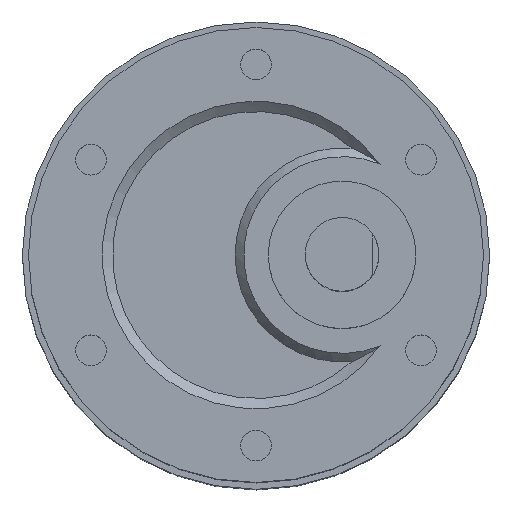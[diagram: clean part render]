
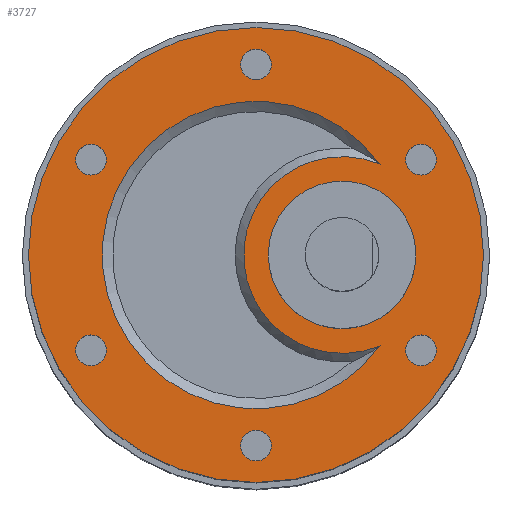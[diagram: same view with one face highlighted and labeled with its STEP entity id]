
A CAD part, top view. The second image highlights one B-rep face of the part: STEP entity #3727.
In plain terms, the highlighted planar face has unit normal (0, 0, 1).
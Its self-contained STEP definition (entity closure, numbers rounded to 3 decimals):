
#163=CIRCLE('',#3872,12.5);
#164=CIRCLE('',#3874,8.);
#167=CIRCLE('',#3878,1.25);
#169=CIRCLE('',#3881,1.25);
#171=CIRCLE('',#3884,1.25);
#173=CIRCLE('',#3887,1.25);
#175=CIRCLE('',#3890,1.25);
#177=CIRCLE('',#3893,1.25);
#178=CIRCLE('',#3895,6.);
#181=CIRCLE('',#3899,18.5);
#267=FACE_BOUND('',#682,.T.);
#268=FACE_BOUND('',#683,.T.);
#269=FACE_BOUND('',#684,.T.);
#270=FACE_BOUND('',#685,.T.);
#271=FACE_BOUND('',#686,.T.);
#272=FACE_BOUND('',#687,.T.);
#273=FACE_BOUND('',#688,.T.);
#274=FACE_BOUND('',#689,.T.);
#463=FACE_OUTER_BOUND('',#681,.T.);
#681=EDGE_LOOP('',(#3182));
#682=EDGE_LOOP('',(#3183));
#683=EDGE_LOOP('',(#3184));
#684=EDGE_LOOP('',(#3185));
#685=EDGE_LOOP('',(#3186));
#686=EDGE_LOOP('',(#3187));
#687=EDGE_LOOP('',(#3188));
#688=EDGE_LOOP('',(#3189,#3190));
#689=EDGE_LOOP('',(#3191));
#1530=VERTEX_POINT('',#5665);
#1531=VERTEX_POINT('',#5672);
#1533=VERTEX_POINT('',#5686);
#1535=VERTEX_POINT('',#5692);
#1537=VERTEX_POINT('',#5698);
#1539=VERTEX_POINT('',#5704);
#1541=VERTEX_POINT('',#5710);
#1543=VERTEX_POINT('',#5716);
#1544=VERTEX_POINT('',#5720);
#1547=VERTEX_POINT('',#5728);
#1956=EDGE_CURVE('',#1531,#1530,#163,.T.);
#1958=EDGE_CURVE('',#1530,#1531,#164,.T.);
#1962=EDGE_CURVE('',#1533,#1533,#167,.T.);
#1965=EDGE_CURVE('',#1535,#1535,#169,.T.);
#1968=EDGE_CURVE('',#1537,#1537,#171,.T.);
#1971=EDGE_CURVE('',#1539,#1539,#173,.T.);
#1974=EDGE_CURVE('',#1541,#1541,#175,.T.);
#1977=EDGE_CURVE('',#1543,#1543,#177,.T.);
#1978=EDGE_CURVE('',#1544,#1544,#178,.T.);
#1983=EDGE_CURVE('',#1547,#1547,#181,.T.);
#3182=ORIENTED_EDGE('',*,*,#1983,.F.);
#3183=ORIENTED_EDGE('',*,*,#1977,.T.);
#3184=ORIENTED_EDGE('',*,*,#1974,.T.);
#3185=ORIENTED_EDGE('',*,*,#1971,.T.);
#3186=ORIENTED_EDGE('',*,*,#1968,.T.);
#3187=ORIENTED_EDGE('',*,*,#1965,.T.);
#3188=ORIENTED_EDGE('',*,*,#1962,.T.);
#3189=ORIENTED_EDGE('',*,*,#1956,.T.);
#3190=ORIENTED_EDGE('',*,*,#1958,.T.);
#3191=ORIENTED_EDGE('',*,*,#1978,.T.);
#3349=PLANE('',#4029);
#3727=ADVANCED_FACE('',(#463,#267,#268,#269,#270,#271,#272,#273,#274),#3349,
 .T.);
#3872=AXIS2_PLACEMENT_3D('',#5673,#4519,#4520);
#3874=AXIS2_PLACEMENT_3D('',#5681,#4523,#4524);
#3878=AXIS2_PLACEMENT_3D('',#5688,#4532,#4533);
#3881=AXIS2_PLACEMENT_3D('',#5694,#4539,#4540);
#3884=AXIS2_PLACEMENT_3D('',#5700,#4546,#4547);
#3887=AXIS2_PLACEMENT_3D('',#5706,#4553,#4554);
#3890=AXIS2_PLACEMENT_3D('',#5712,#4560,#4561);
#3893=AXIS2_PLACEMENT_3D('',#5718,#4567,#4568);
#3895=AXIS2_PLACEMENT_3D('',#5721,#4571,#4572);
#3899=AXIS2_PLACEMENT_3D('',#5730,#4581,#4582);
#4029=AXIS2_PLACEMENT_3D('',#8086,#4914,#4915);
#4519=DIRECTION('center_axis',(0.,0.,
-1.));
#4520=DIRECTION('ref_axis',(-1.,0.,0.));
#4523=DIRECTION('center_axis',(0.,0.,
1.));
#4524=DIRECTION('ref_axis',(0.,1.,0.));
#4532=DIRECTION('center_axis',(0.,0.,
-1.));
#4533=DIRECTION('ref_axis',(0.,-1.,0.));
#4539=DIRECTION('center_axis',(0.,0.,
-1.));
#4540=DIRECTION('ref_axis',(0.,-1.,0.));
#4546=DIRECTION('center_axis',(0.,0.,
-1.));
#4547=DIRECTION('ref_axis',(0.,-1.,0.));
#4553=DIRECTION('center_axis',(0.,0.,
-1.));
#4554=DIRECTION('ref_axis',(0.,-1.,0.));
#4560=DIRECTION('center_axis',(0.,0.,
-1.));
#4561=DIRECTION('ref_axis',(0.,-1.,0.));
#4567=DIRECTION('center_axis',(0.,0.,
-1.));
#4568=DIRECTION('ref_axis',(0.,-1.,0.));
#4571=DIRECTION('center_axis',(0.,0.,
-1.));
#4572=DIRECTION('ref_axis',(0.,1.,0.));
#4581=DIRECTION('center_axis',(0.,0.,
-1.));
#4582=DIRECTION('ref_axis',(0.,1.,0.));
#4914=DIRECTION('center_axis',(0.,0.,
1.));
#4915=DIRECTION('ref_axis',(0.,-1.,0.));
#5665=CARTESIAN_POINT('',(29.089,-11.621,-32.525));
#5672=CARTESIAN_POINT('',(29.089,-26.379,-32.525));
#5673=CARTESIAN_POINT('Origin',(19.,-19.,-32.525));
#5681=CARTESIAN_POINT('Origin',(26.,-19.,-32.525));
#5686=CARTESIAN_POINT('',(5.577,-25.5,-32.525));
#5688=CARTESIAN_POINT('Origin',(5.577,-26.75,-32.525));
#5692=CARTESIAN_POINT('',(5.577,-10.,-32.525));
#5694=CARTESIAN_POINT('Origin',(5.577,-11.25,-32.525));
#5698=CARTESIAN_POINT('',(19.,-2.25,-32.525));
#5700=CARTESIAN_POINT('Origin',(19.,-3.5,-32.525));
#5704=CARTESIAN_POINT('',(32.423,-10.,-32.525));
#5706=CARTESIAN_POINT('Origin',(32.423,-11.25,-32.525));
#5710=CARTESIAN_POINT('',(32.423,-25.5,-32.525));
#5712=CARTESIAN_POINT('Origin',(32.423,-26.75,-32.525));
#5716=CARTESIAN_POINT('',(19.,-33.25,-32.525));
#5718=CARTESIAN_POINT('Origin',(19.,-34.5,-32.525));
#5720=CARTESIAN_POINT('',(26.,-25.,-32.525));
#5721=CARTESIAN_POINT('Origin',(26.,-19.,-32.525));
#5728=CARTESIAN_POINT('',(19.,-37.5,-32.525));
#5730=CARTESIAN_POINT('Origin',(19.,-19.,-32.525));
#8086=CARTESIAN_POINT('Origin',(19.,-19.,-32.525));
